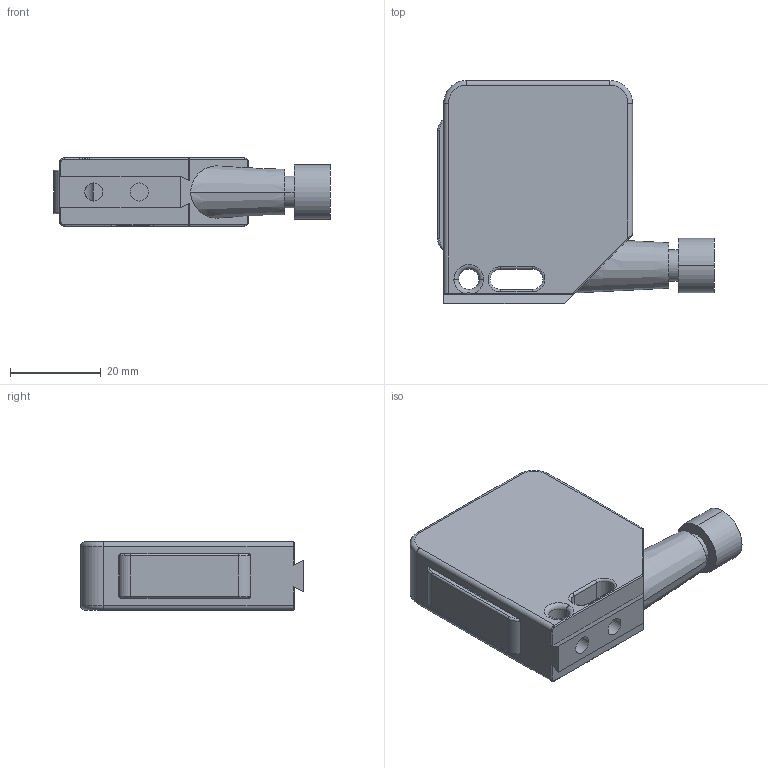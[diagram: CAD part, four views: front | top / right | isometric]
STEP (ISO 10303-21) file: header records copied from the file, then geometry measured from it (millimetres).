
FILE_DESCRIPTION((''),'2;1');
FILE_NAME('CAD1748_SW0003','2012-03-22T',('dhelisch'),(''),'PRO/ENGINEER BY PARAMETRIC TECHNOLOGY CORPORATION, 2007250','PRO/ENGINEER BY PARAMETRIC TECHNOLOGY CORPORATION, 2007250','');
FILE_SCHEMA(('CONFIG_CONTROL_DESIGN'));
Length unit declared in the file: millimetre
Products named in the file (1): CAD1748_SW0003
Bounding box: 60.85 x 49 x 15 mm (x, y, z)
Surface area: 7794.2 mm2 (no closed solid volume)
Topology: 0 solids, 1 shells, 97 faces, 263 edges, 168 vertices
Faces by surface type: cylinder 44, plane 20, torus 18, bspline 11, sphere 2, cone 2
Entity records: 4639 total; most frequent: CARTESIAN_POINT 1375, DIRECTION 518, ORIENTED_EDGE 498, EDGE_CURVE 252, AXIS2_PLACEMENT_3D 213, VERTEX_POINT 156, CIRCLE 126, EDGE_LOOP 106
